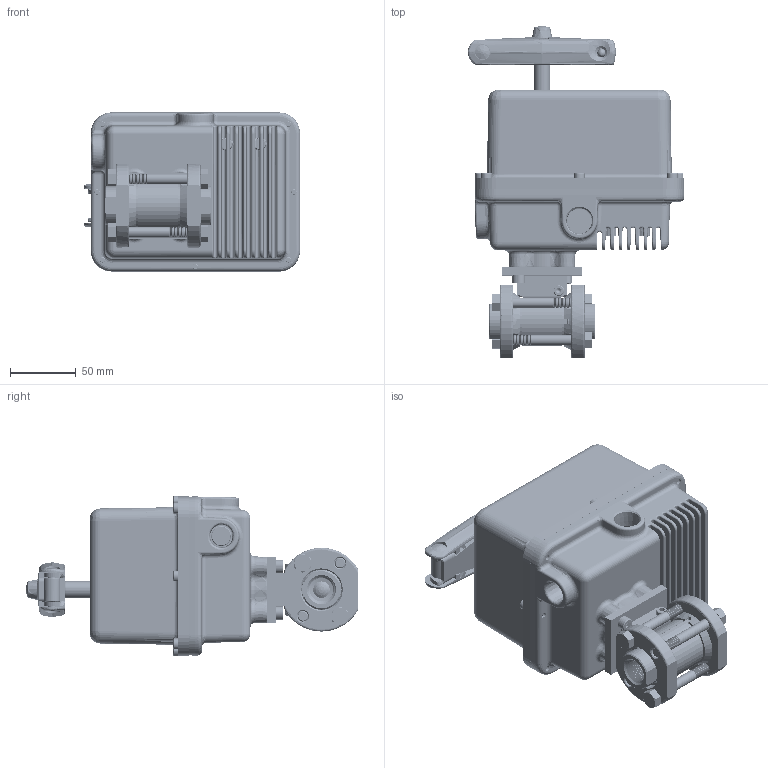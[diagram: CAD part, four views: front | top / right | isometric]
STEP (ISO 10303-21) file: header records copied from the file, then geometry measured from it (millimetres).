
FILE_DESCRIPTION (( 'STEP AP203' ), '1' );
FILE_NAME ('25XXSES600.step', '2018-04-12T16:04:14', ( '' ), ( '' ), 'SwSTEP 2.0', 'SolidWorks 2017', '' );
FILE_SCHEMA (( 'CONFIG_CONTROL_DESIGN' ));
Products named in the file (1): 25XXSES600
Bounding box: 163.85 x 251.68 x 121.31 mm (x, y, z)
Volume: 705054.7 mm3; surface area: 313237.5 mm2
Topology: 33 solids, 33 shells, 3852 faces, 9771 edges, 6058 vertices
Faces by surface type: cone 1353, cylinder 992, plane 866, bspline 448, torus 143, sphere 50
Entity records: 155184 total; most frequent: CARTESIAN_POINT 65542, ORIENTED_EDGE 19384, DIRECTION 18333, EDGE_CURVE 9692, AXIS2_PLACEMENT_3D 7192, VERTEX_POINT 6049, EDGE_LOOP 4107, VECTOR 3949
